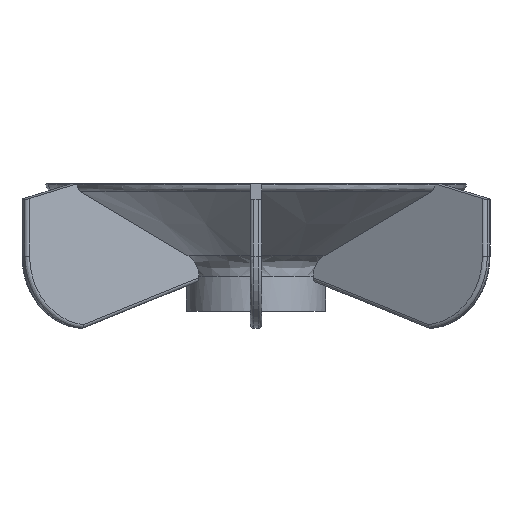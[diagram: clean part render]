
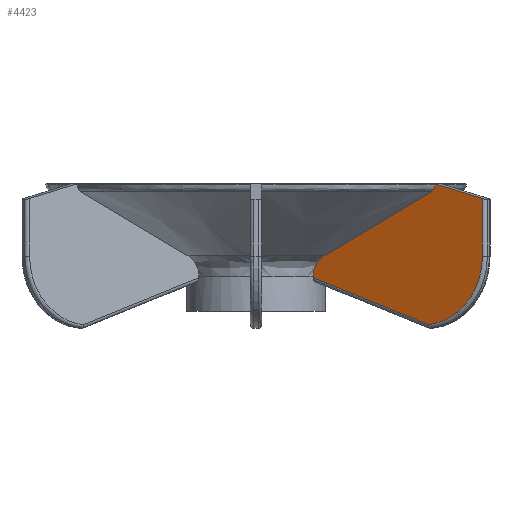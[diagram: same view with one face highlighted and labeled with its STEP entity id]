
A CAD part, front view. The second image highlights one B-rep face of the part: STEP entity #4423.
In plain terms, the highlighted planar face has unit normal (-0.5, -0.866, 0).
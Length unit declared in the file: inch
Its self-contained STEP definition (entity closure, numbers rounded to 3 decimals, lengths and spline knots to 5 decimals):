
#49 = CARTESIAN_POINT ( 'NONE',  ( 2.39151, -1.47166, -0.09997 ) ) ;
#149 = CARTESIAN_POINT ( 'NONE',  ( 0.77608, -0.53899, -1.25984 ) ) ;
#303 = EDGE_CURVE ( 'NONE', #3757, #1523, #1464, .T. ) ;
#402 = ORIENTED_EDGE ( 'NONE', *, *, #6296, .F. ) ;
#471 = CARTESIAN_POINT ( 'NONE',  ( 0.85375, -0.58383, -1.03955 ) ) ;
#608 = CARTESIAN_POINT ( 'NONE',  ( 2.34306, -1.44369, -1.9146 ) ) ;
#679 = VERTEX_POINT ( 'NONE', #3728 ) ;
#699 = DIRECTION ( 'NONE',  ( -0.837, 0.483, 0.259 ) ) ;
#741 = EDGE_CURVE ( 'NONE', #3630, #1311, #5467, .T. ) ;
#759 = DIRECTION ( 'NONE',  ( 0., 0., 1. ) ) ;
#774 = CARTESIAN_POINT ( 'NONE',  ( 2.43082, -1.49436, -0.0113 ) ) ;
#800 = CARTESIAN_POINT ( 'NONE',  ( 2.42883, -1.49321, -0.00748 ) ) ;
#903 = CARTESIAN_POINT ( 'NONE',  ( 0.77608, -0.53899, -1.2309 ) ) ;
#924 = CARTESIAN_POINT ( 'NONE',  ( 2.43161, -1.49481, -0.01554 ) ) ;
#926 = VECTOR ( 'NONE', #759, 39.37008 ) ;
#966 = CARTESIAN_POINT ( 'NONE',  ( 0.87183, -0.59427, -1.02008 ) ) ;
#1022 = CARTESIAN_POINT ( 'NONE',  ( 1.89247, -1.18354, -0.40036 ) ) ;
#1032 = VECTOR ( 'NONE', #5249, 39.37008 ) ;
#1158 = CARTESIAN_POINT ( 'NONE',  ( -0.03937, -0.06819, 0. ) ) ;
#1220 = ORIENTED_EDGE ( 'NONE', *, *, #741, .F. ) ;
#1269 = EDGE_CURVE ( 'NONE', #5420, #3630, #2645, .T. ) ;
#1311 = VERTEX_POINT ( 'NONE', #5658 ) ;
#1353 = CARTESIAN_POINT ( 'NONE',  ( 3.07184, -1.86445, 0. ) ) ;
#1355 = CARTESIAN_POINT ( 'NONE',  ( 3.07184, -1.86445, -0.98425 ) ) ;
#1404 = CARTESIAN_POINT ( 'NONE',  ( 0.82227, -0.56566, -1.08416 ) ) ;
#1458 = DIRECTION ( 'NONE',  ( -0.817, 0.472, 0.332 ) ) ;
#1461 = CARTESIAN_POINT ( 'NONE',  ( 2.42906, -1.49334, -0.03514 ) ) ;
#1464 =( BOUNDED_CURVE ( )  B_SPLINE_CURVE ( 3, ( #1355, #4752, #5664, #6150 ),
 .UNSPECIFIED., .F., .T. ) 
 B_SPLINE_CURVE_WITH_KNOTS ( ( 4, 4 ),
 ( 0., 1. ),
 .UNSPECIFIED. ) 
 CURVE ( )  GEOMETRIC_REPRESENTATION_ITEM ( )  RATIONAL_B_SPLINE_CURVE ( ( 1., 0.828, 0.828, 1. ) ) 
 REPRESENTATION_ITEM ( '' )  );
#1523 = VERTEX_POINT ( 'NONE', #2517 ) ;
#1542 = B_SPLINE_CURVE_WITH_KNOTS ( 'NONE', 3,
 ( #5386, #2827, #49, #5772, #3345, #3865, #5292, #1461, #5358, #924 ),
 .UNSPECIFIED., .F., .F.,
 ( 4, 2, 2, 2, 4 ),
 ( 0., 0.00075, 0.0015, 0.00225, 0.003 ),
 .UNSPECIFIED. ) ;
#1623 = DIRECTION ( 'NONE',  ( 0.5, 0.866, 0. ) ) ;
#1953 = AXIS2_PLACEMENT_3D ( 'NONE', #5996, #1623, #4990 ) ;
#2083 = DIRECTION ( 'NONE',  ( 0.866, -0.5, 0. ) ) ;
#2141 = LINE ( 'NONE', #1158, #4403 ) ;
#2157 = CARTESIAN_POINT ( 'NONE',  ( 2.41576, -1.48566, -0.00001 ) ) ;
#2295 = CARTESIAN_POINT ( 'NONE',  ( 0.84527, -0.57894, -1.05 ) ) ;
#2304 = ORIENTED_EDGE ( 'NONE', *, *, #4831, .F. ) ;
#2364 = CARTESIAN_POINT ( 'NONE',  ( 0.78955, -0.54677, -1.16119 ) ) ;
#2388 = ORIENTED_EDGE ( 'NONE', *, *, #3696, .F. ) ;
#2433 = LINE ( 'NONE', #1353, #1032 ) ;
#2497 = CARTESIAN_POINT ( 'NONE',  ( 0.77608, -0.53899, -1.27796 ) ) ;
#2517 = CARTESIAN_POINT ( 'NONE',  ( 2.34306, -1.44369, -1.9146 ) ) ;
#2554 = CIRCLE ( 'NONE', #1953, 0.01969 ) ;
#2569 = EDGE_CURVE ( 'NONE', #679, #5193, #5065, .T. ) ;
#2599 = ORIENTED_EDGE ( 'NONE', *, *, #3211, .F. ) ;
#2608 = VERTEX_POINT ( 'NONE', #2157 ) ;
#2619 = ORIENTED_EDGE ( 'NONE', *, *, #1269, .F. ) ;
#2645 = LINE ( 'NONE', #6172, #926 ) ;
#2767 = CARTESIAN_POINT ( 'NONE',  ( 3.07184, -1.86445, -0.98425 ) ) ;
#2771 = CARTESIAN_POINT ( 'NONE',  ( 0.8094, -0.55823, -1.10855 ) ) ;
#2779 = ORIENTED_EDGE ( 'NONE', *, *, #303, .F. ) ;
#2822 = EDGE_CURVE ( 'NONE', #679, #3757, #2433, .T. ) ;
#2827 = CARTESIAN_POINT ( 'NONE',  ( 2.38449, -1.46761, -0.10558 ) ) ;
#2915 = CARTESIAN_POINT ( 'NONE',  ( 2.43161, -1.49481, -0.01554 ) ) ;
#2917 = LINE ( 'NONE', #608, #5921 ) ;
#3211 = EDGE_CURVE ( 'NONE', #1523, #5420, #2917, .T. ) ;
#3247 = CARTESIAN_POINT ( 'NONE',  ( 0.91248, -0.61774, -0.98695 ) ) ;
#3345 = CARTESIAN_POINT ( 'NONE',  ( 2.40999, -1.48233, -0.07918 ) ) ;
#3351 = CARTESIAN_POINT ( 'NONE',  ( 0.92361, -0.62417, -0.9803 ) ) ;
#3379 = CARTESIAN_POINT ( 'NONE',  ( 0.92361, -0.62417, -0.9803 ) ) ;
#3460 = DIRECTION ( 'NONE',  ( 0.866, -0.5, 0. ) ) ;
#3583 = B_SPLINE_CURVE_WITH_KNOTS ( 'NONE', 3,
 ( #3379, #4922, #1022, #5775 ),
 .UNSPECIFIED., .F., .F.,
 ( 4, 4 ),
 ( 0., 0.04801 ),
 .UNSPECIFIED. ) ;
#3598 = CARTESIAN_POINT ( 'NONE',  ( 2.41589, -1.48573, 0. ) ) ;
#3630 = VERTEX_POINT ( 'NONE', #149 ) ;
#3661 = ORIENTED_EDGE ( 'NONE', *, *, #4932, .F. ) ;
#3696 = EDGE_CURVE ( 'NONE', #3930, #5193, #2554, .T. ) ;
#3726 = ORIENTED_EDGE ( 'NONE', *, *, #4015, .F. ) ;
#3728 = CARTESIAN_POINT ( 'NONE',  ( 3.07184, -1.86445, -0.20226 ) ) ;
#3737 = EDGE_LOOP ( 'NONE', ( #4736, #4465, #2388, #402, #2304, #3726, #3661, #1220, #2619, #2599, #2779 ) ) ;
#3755 = CARTESIAN_POINT ( 'NONE',  ( 2.4203, -1.48828, -0.00067 ) ) ;
#3757 = VERTEX_POINT ( 'NONE', #2767 ) ;
#3865 = CARTESIAN_POINT ( 'NONE',  ( 2.41948, -1.48781, -0.06281 ) ) ;
#3930 = VERTEX_POINT ( 'NONE', #3598 ) ;
#3951 = PLANE ( 'NONE',  #6031 ) ;
#3977 = B_SPLINE_CURVE_WITH_KNOTS ( 'NONE', 3,
 ( #5645, #774, #800, #5672, #5197, #6187 ),
 .UNSPECIFIED., .F., .F.,
 ( 4, 2, 4 ),
 ( 0., 0.00033, 0.00065 ),
 .UNSPECIFIED. ) ;
#4015 = EDGE_CURVE ( 'NONE', #6042, #4340, #1542, .T. ) ;
#4273 = CARTESIAN_POINT ( 'NONE',  ( 0.82946, -0.56981, -1.0724 ) ) ;
#4340 = VERTEX_POINT ( 'NONE', #2915 ) ;
#4403 = VECTOR ( 'NONE', #2083, 39.37008 ) ;
#4423 = ADVANCED_FACE ( 'NONE', ( #4427 ), #3951, .F. ) ;
#4427 = FACE_OUTER_BOUND ( 'NONE', #3737, .T. ) ;
#4465 = ORIENTED_EDGE ( 'NONE', *, *, #2569, .T. ) ;
#4582 = CARTESIAN_POINT ( 'NONE',  ( 3.07184, -1.86445, -0.20226 ) ) ;
#4736 = ORIENTED_EDGE ( 'NONE', *, *, #2822, .F. ) ;
#4752 = CARTESIAN_POINT ( 'NONE',  ( 3.07184, -1.86445, -1.48943 ) ) ;
#4801 = CARTESIAN_POINT ( 'NONE',  ( 0.79378, -0.54921, -1.14748 ) ) ;
#4831 = EDGE_CURVE ( 'NONE', #4340, #2608, #3977, .T. ) ;
#4859 = CARTESIAN_POINT ( 'NONE',  ( 0.90174, -0.61154, -0.9945 ) ) ;
#4922 = CARTESIAN_POINT ( 'NONE',  ( 1.40817, -0.90393, -0.6906 ) ) ;
#4932 = EDGE_CURVE ( 'NONE', #1311, #6042, #3583, .T. ) ;
#4969 = CARTESIAN_POINT ( 'NONE',  ( -0.03937, -0.06819, 0. ) ) ;
#4990 = DIRECTION ( 'NONE',  ( -0.866, 0.5, 0. ) ) ;
#5065 = LINE ( 'NONE', #4582, #5818 ) ;
#5193 = VERTEX_POINT ( 'NONE', #3755 ) ;
#5197 = CARTESIAN_POINT ( 'NONE',  ( 2.41951, -1.48783, -0.00023 ) ) ;
#5237 = CARTESIAN_POINT ( 'NONE',  ( 0.88142, -0.59981, -1.01107 ) ) ;
#5249 = DIRECTION ( 'NONE',  ( 0., 0., -1. ) ) ;
#5292 = CARTESIAN_POINT ( 'NONE',  ( 2.42338, -1.49006, -0.05381 ) ) ;
#5332 = CARTESIAN_POINT ( 'NONE',  ( 0.8037, -0.55494, -1.12121 ) ) ;
#5358 = CARTESIAN_POINT ( 'NONE',  ( 2.43087, -1.49438, -0.0255 ) ) ;
#5380 = CARTESIAN_POINT ( 'NONE',  ( 2.37681, -1.46317, -0.11018 ) ) ;
#5386 = CARTESIAN_POINT ( 'NONE',  ( 2.37681, -1.46317, -0.11018 ) ) ;
#5420 = VERTEX_POINT ( 'NONE', #2497 ) ;
#5467 = B_SPLINE_CURVE_WITH_KNOTS ( 'NONE', 3,
 ( #6263, #903, #5748, #2364, #4801, #5332, #2771, #1404, #4273, #2295, #471, #966, #5237, #4859, #3247, #3351 ),
 .UNSPECIFIED., .F., .F.,
 ( 4, 2, 2, 2, 2, 2, 2, 4 ),
 ( 0., 0.00217, 0.00326, 0.00435, 0.00544, 0.00652, 0.00761, 0.0087 ),
 .UNSPECIFIED. ) ;
#5645 = CARTESIAN_POINT ( 'NONE',  ( 2.43161, -1.49481, -0.01554 ) ) ;
#5658 = CARTESIAN_POINT ( 'NONE',  ( 0.92361, -0.62417, -0.9803 ) ) ;
#5664 = CARTESIAN_POINT ( 'NONE',  ( 2.77836, -1.69501, -1.86408 ) ) ;
#5672 = CARTESIAN_POINT ( 'NONE',  ( 2.42312, -1.48991, -0.00188 ) ) ;
#5748 = CARTESIAN_POINT ( 'NONE',  ( 0.77948, -0.54095, -1.20263 ) ) ;
#5772 = CARTESIAN_POINT ( 'NONE',  ( 2.40427, -1.47903, -0.08679 ) ) ;
#5775 = CARTESIAN_POINT ( 'NONE',  ( 2.37681, -1.46317, -0.11018 ) ) ;
#5818 = VECTOR ( 'NONE', #699, 39.37008 ) ;
#5887 = DIRECTION ( 'NONE',  ( 0.5, 0.866, 0. ) ) ;
#5921 = VECTOR ( 'NONE', #1458, 39.37008 ) ;
#5996 = CARTESIAN_POINT ( 'NONE',  ( 2.41589, -1.48573, -0.01969 ) ) ;
#6031 = AXIS2_PLACEMENT_3D ( 'NONE', #4969, #5887, #3460 ) ;
#6042 = VERTEX_POINT ( 'NONE', #5380 ) ;
#6150 = CARTESIAN_POINT ( 'NONE',  ( 2.34306, -1.44369, -1.9146 ) ) ;
#6172 = CARTESIAN_POINT ( 'NONE',  ( 0.77608, -0.53899, 0. ) ) ;
#6187 = CARTESIAN_POINT ( 'NONE',  ( 2.41576, -1.48566, -0.00001 ) ) ;
#6263 = CARTESIAN_POINT ( 'NONE',  ( 0.77608, -0.53899, -1.25984 ) ) ;
#6296 = EDGE_CURVE ( 'NONE', #2608, #3930, #2141, .T. ) ;
